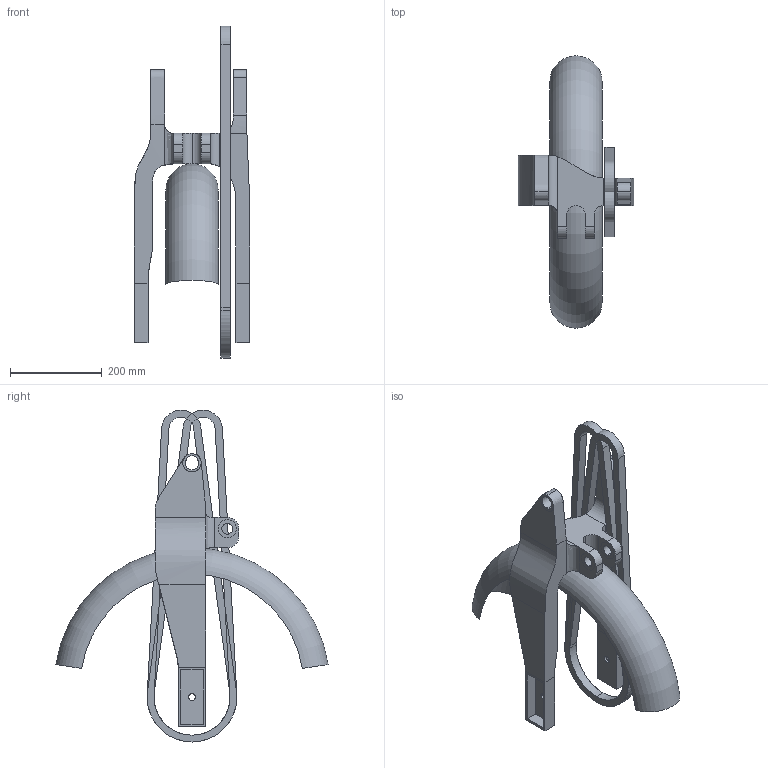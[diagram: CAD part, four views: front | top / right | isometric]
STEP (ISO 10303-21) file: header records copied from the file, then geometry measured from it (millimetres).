
FILE_DESCRIPTION (( 'STEP AP203' ), '1' );
FILE_NAME ('ver_4.STEP', '2020-06-16T09:29:29', ( '' ), ( '' ), 'SwSTEP 2.0', 'SolidWorks 2018', '' );
FILE_SCHEMA (( 'CONFIG_CONTROL_DESIGN' ));
Length unit declared in the file: millimetre
Products named in the file (1): ver_4
Bounding box: 252 x 594.83 x 725.23 mm (x, y, z)
Surface area: 707663.7 mm2 (no closed solid volume)
Topology: 0 solids, 10 shells, 118 faces, 311 edges, 208 vertices
Faces by surface type: plane 61, cylinder 43, bspline 12, torus 2
Entity records: 8350 total; most frequent: CARTESIAN_POINT 5360, ORIENTED_EDGE 590, DIRECTION 587, EDGE_CURVE 311, AXIS2_PLACEMENT_3D 209, VERTEX_POINT 208, LINE 169, VECTOR 169
